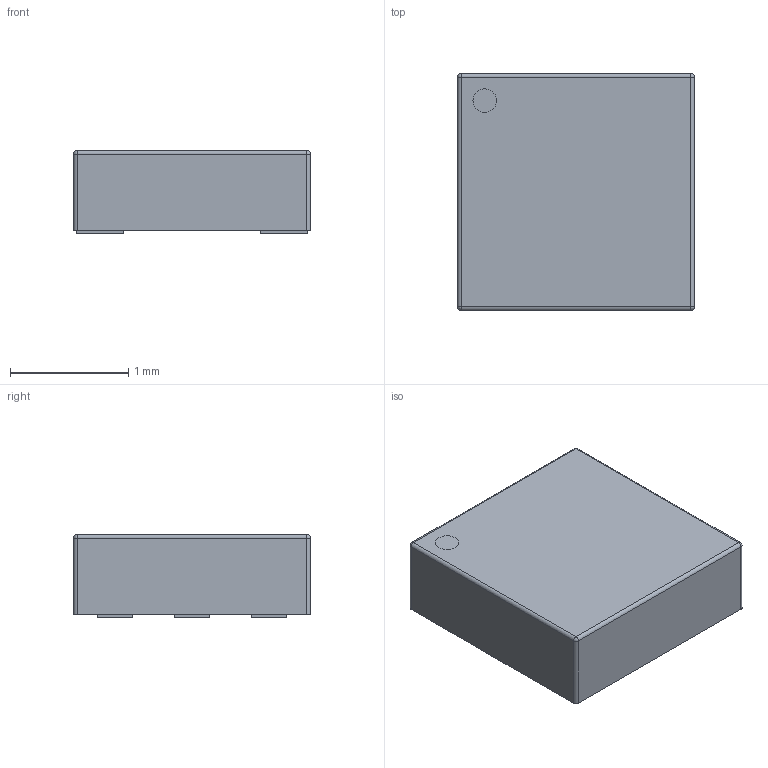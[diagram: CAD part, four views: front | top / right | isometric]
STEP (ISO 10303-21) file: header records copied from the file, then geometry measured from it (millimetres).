
FILE_DESCRIPTION (( 'STEP AP214' ), '1' );
FILE_NAME ('LTR-303ALS-01.STEP', '2022-12-25T10:51:44', ( '' ), ( '' ), 'SwSTEP 2.0', 'SolidWorks 2022', '' );
FILE_SCHEMA (( 'AUTOMOTIVE_DESIGN' ));
Length unit declared in the file: millimetre
Products named in the file (1): LTR-303ALS-01
Bounding box: 2 x 2 x 0.7 mm (x, y, z)
Volume: 2.7 mm3; surface area: 17.9 mm2
Topology: 8 solids, 8 shells, 91 faces, 196 edges, 124 vertices
Faces by surface type: plane 75, cylinder 12, sphere 4
Entity records: 2755 total; most frequent: CARTESIAN_POINT 408, DIRECTION 400, ORIENTED_EDGE 384, EDGE_CURVE 192, VECTOR 168, LINE 168, VERTEX_POINT 124, AXIS2_PLACEMENT_3D 116
